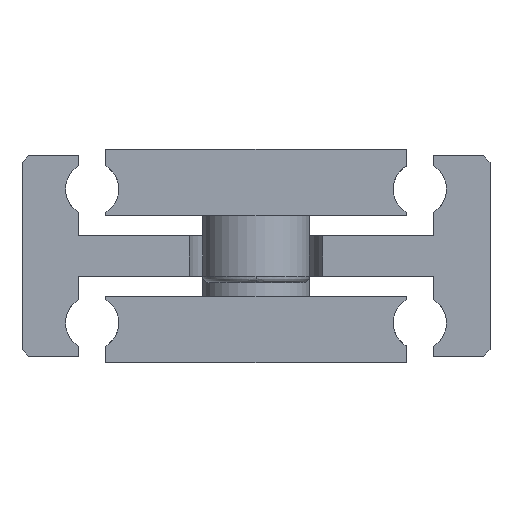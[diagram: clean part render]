
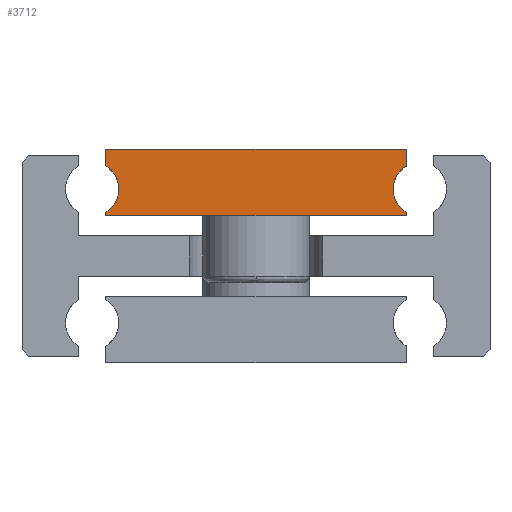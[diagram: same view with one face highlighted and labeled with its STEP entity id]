
A CAD part, front view. The second image highlights one B-rep face of the part: STEP entity #3712.
In plain terms, the highlighted planar face has unit normal (0, -1, 0).
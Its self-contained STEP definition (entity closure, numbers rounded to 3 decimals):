
#2230=CARTESIAN_POINT('',(-20.5,-300.0,0.5));
#2231=VERTEX_POINT('',#2230);
#2240=CARTESIAN_POINT('',(-22.5,-300.0,3.964));
#2241=VERTEX_POINT('',#2240);
#2242=CARTESIAN_POINT('',(-24.5,-300.0,0.5));
#2243=DIRECTION('',(0.0,1.0,0.0));
#2244=DIRECTION('',(1.0,0.0,0.0));
#2245=AXIS2_PLACEMENT_3D('',#2242,#2243,#2244);
#2246=CIRCLE('',#2245,4.0);
#2247=EDGE_CURVE('',#2241,#2231,#2246,.T.);
#2379=CARTESIAN_POINT('',(22.5,-300.0,3.964));
#2380=VERTEX_POINT('',#2379);
#2387=CARTESIAN_POINT('',(20.5,-300.0,0.5));
#2388=VERTEX_POINT('',#2387);
#2389=CARTESIAN_POINT('',(24.5,-300.0,0.5));
#2390=DIRECTION('',(0.0,1.0,0.0));
#2391=DIRECTION('',(1.0,0.0,0.0));
#2392=AXIS2_PLACEMENT_3D('',#2389,#2390,#2391);
#2393=CIRCLE('',#2392,4.0);
#2394=EDGE_CURVE('',#2388,#2380,#2393,.T.);
#3152=CARTESIAN_POINT('',(22.5,-300.0,6.5));
#3153=VERTEX_POINT('',#3152);
#3160=CARTESIAN_POINT('',(22.5,-300.0,6.5));
#3161=DIRECTION('',(0.0,0.0,-1.0));
#3162=VECTOR('',#3161,2.536);
#3163=LINE('',#3160,#3162);
#3164=EDGE_CURVE('',#3153,#2380,#3163,.T.);
#3176=CARTESIAN_POINT('',(22.5,-300.0,-2.964));
#3177=VERTEX_POINT('',#3176);
#3184=CARTESIAN_POINT('',(22.5,-300.0,-3.5));
#3185=VERTEX_POINT('',#3184);
#3186=CARTESIAN_POINT('',(22.5,-300.0,-2.964));
#3187=DIRECTION('',(0.0,0.0,-1.0));
#3188=VECTOR('',#3187,0.536);
#3189=LINE('',#3186,#3188);
#3190=EDGE_CURVE('',#3177,#3185,#3189,.T.);
#3402=CARTESIAN_POINT('',(24.5,-300.0,0.5));
#3403=DIRECTION('',(0.0,1.0,0.0));
#3404=DIRECTION('',(1.0,0.0,0.0));
#3405=AXIS2_PLACEMENT_3D('',#3402,#3403,#3404);
#3406=CIRCLE('',#3405,4.0);
#3407=EDGE_CURVE('',#3177,#2388,#3406,.T.);
#3449=CARTESIAN_POINT('',(-22.5,-300.0,-2.964));
#3450=VERTEX_POINT('',#3449);
#3457=CARTESIAN_POINT('',(-24.5,-300.0,0.5));
#3458=DIRECTION('',(0.0,1.0,0.0));
#3459=DIRECTION('',(1.0,0.0,0.0));
#3460=AXIS2_PLACEMENT_3D('',#3457,#3458,#3459);
#3461=CIRCLE('',#3460,4.0);
#3462=EDGE_CURVE('',#2231,#3450,#3461,.T.);
#3540=CARTESIAN_POINT('',(-22.5,-300.0,-3.5));
#3541=VERTEX_POINT('',#3540);
#3548=CARTESIAN_POINT('',(-22.5,-300.0,-3.5));
#3549=DIRECTION('',(0.0,0.0,1.0));
#3550=VECTOR('',#3549,0.536);
#3551=LINE('',#3548,#3550);
#3552=EDGE_CURVE('',#3541,#3450,#3551,.T.);
#3563=CARTESIAN_POINT('',(-22.5,-300.0,6.5));
#3564=VERTEX_POINT('',#3563);
#3565=CARTESIAN_POINT('',(-22.5,-300.0,3.964));
#3566=DIRECTION('',(0.0,0.0,1.0));
#3567=VECTOR('',#3566,2.536);
#3568=LINE('',#3565,#3567);
#3569=EDGE_CURVE('',#2241,#3564,#3568,.T.);
#3596=CARTESIAN_POINT('',(22.5,-300.0,-3.5));
#3597=DIRECTION('',(-1.0,0.0,0.0));
#3598=VECTOR('',#3597,45.0);
#3599=LINE('',#3596,#3598);
#3600=EDGE_CURVE('',#3185,#3541,#3599,.T.);
#3649=CARTESIAN_POINT('',(-22.5,-300.0,6.5));
#3650=DIRECTION('',(1.0,0.0,0.0));
#3651=VECTOR('',#3650,45.);
#3652=LINE('',#3649,#3651);
#3653=EDGE_CURVE('',#3564,#3153,#3652,.T.);
#3695=CARTESIAN_POINT('',(0.,-300.0,1.5));
#3696=DIRECTION('',(0.0,1.0,0.0));
#3697=DIRECTION('',(0.0,0.0,1.0));
#3698=AXIS2_PLACEMENT_3D('',#3695,#3696,#3697);
#3699=PLANE('',#3698);
#3700=ORIENTED_EDGE('',*,*,#3407,.T.);
#3701=ORIENTED_EDGE('',*,*,#2394,.T.);
#3702=ORIENTED_EDGE('',*,*,#3164,.F.);
#3703=ORIENTED_EDGE('',*,*,#3653,.F.);
#3704=ORIENTED_EDGE('',*,*,#3569,.F.);
#3705=ORIENTED_EDGE('',*,*,#2247,.T.);
#3706=ORIENTED_EDGE('',*,*,#3462,.T.);
#3707=ORIENTED_EDGE('',*,*,#3552,.F.);
#3708=ORIENTED_EDGE('',*,*,#3600,.F.);
#3709=ORIENTED_EDGE('',*,*,#3190,.F.);
#3710=EDGE_LOOP('',(#3700,#3701,#3702,#3703,#3704,#3705,#3706,#3707,#3708,#3709));
#3711=FACE_OUTER_BOUND('',#3710,.T.);
#3712=ADVANCED_FACE('',(#3711),#3699,.F.);
